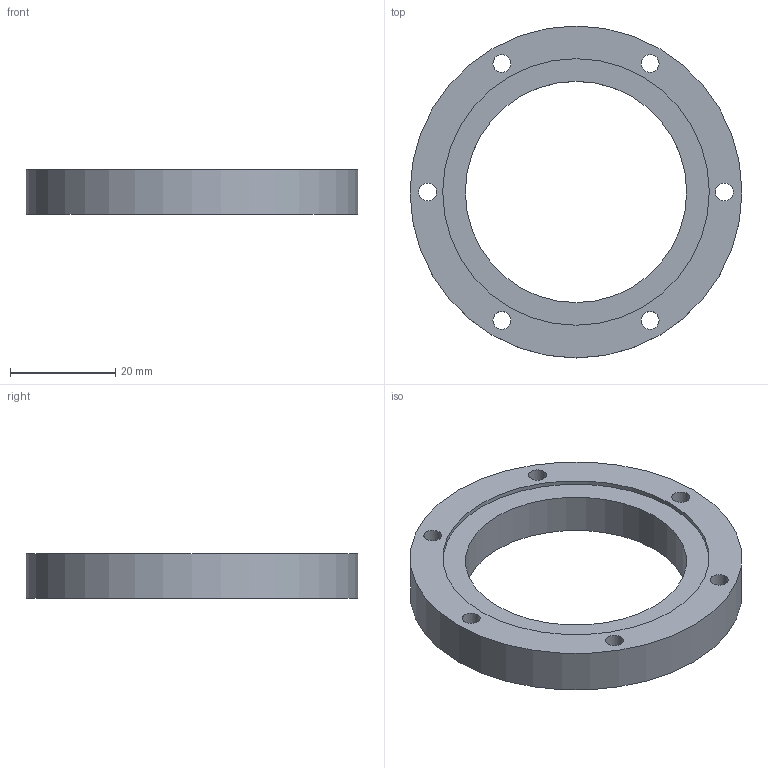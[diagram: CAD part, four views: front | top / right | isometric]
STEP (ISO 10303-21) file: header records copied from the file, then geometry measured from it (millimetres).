
FILE_DESCRIPTION(/* description */ (''),/* implementation_level */ '2;1');
FILE_NAME(/* name */ 'Membranring_BFA_35_30_10.stp',/* time_stamp */ '2020-02-18T18:50:15-05:00',/* author */ ('rhoch'),/* organization */ (''),/* preprocessor_version */ 'ST-DEVELOPER v17',/* originating_system */ 'Autodesk Inventor 2018',/* authorisation */ '');
FILE_SCHEMA (('AUTOMOTIVE_DESIGN { 1 0 10303 214 3 1 1 }'));
Length unit declared in the file: millimetre
Products named in the file (1): Membranring_BFA_35_30_10
Bounding box: 63 x 63 x 8.5 mm (x, y, z)
Volume: 13756.9 mm3; surface area: 6724.9 mm2
Topology: 1 solids, 1 shells, 12 faces, 33 edges, 24 vertices
Faces by surface type: cylinder 9, plane 3
Full cylindrical faces by diameter (mm): 3.4 x6, 42 x1, 50.6 x1, 63 x1
Entity records: 502 total; most frequent: DIRECTION 83, CARTESIAN_POINT 70, ORIENTED_EDGE 66, AXIS2_PLACEMENT_3D 37, EDGE_CURVE 33, EDGE_LOOP 27, CIRCLE 24, VERTEX_POINT 24
